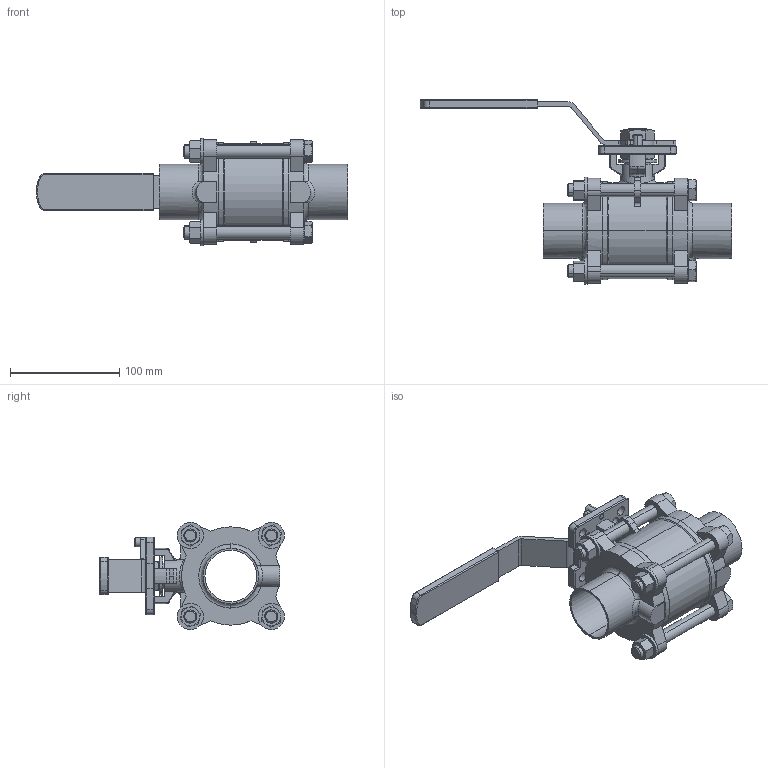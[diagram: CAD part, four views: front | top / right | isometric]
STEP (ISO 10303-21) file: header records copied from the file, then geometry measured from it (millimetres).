
FILE_DESCRIPTION (( 'STEP AP203' ), '1' );
FILE_NAME ('9020-200-TE.STEP', '2020-07-08T13:55:32', ( '' ), ( '' ), 'SwSTEP 2.0', 'SolidWorks 2018', '' );
FILE_SCHEMA (( 'CONFIG_CONTROL_DESIGN' ));
Length unit declared in the file: inch
Products named in the file (1): 9020-200-TE
Bounding box: 285.17 x 169.42 x 98.22 mm (x, y, z)
Volume: 430314.5 mm3; surface area: 175256.2 mm2
Topology: 18 solids, 18 shells, 621 faces, 1507 edges, 934 vertices
Faces by surface type: plane 242, cylinder 214, cone 110, bspline 55
Entity records: 22049 total; most frequent: CARTESIAN_POINT 7590, ORIENTED_EDGE 3014, DIRECTION 3000, EDGE_CURVE 1507, AXIS2_PLACEMENT_3D 1171, VERTEX_POINT 934, EDGE_LOOP 703, VECTOR 658
